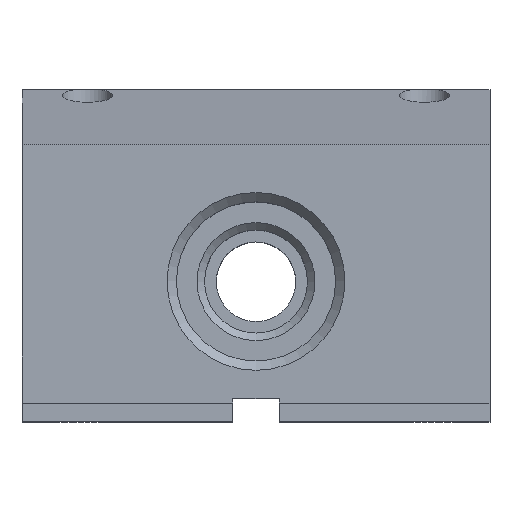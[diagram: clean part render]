
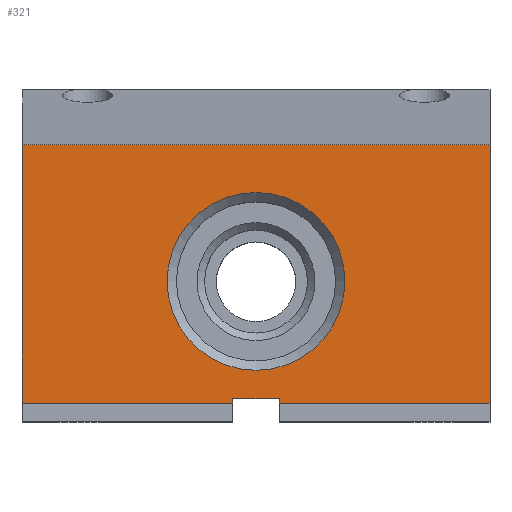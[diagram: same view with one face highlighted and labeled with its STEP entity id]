
A CAD part, top view. The second image highlights one B-rep face of the part: STEP entity #321.
In plain terms, the highlighted planar face has unit normal (0, 0, 1).
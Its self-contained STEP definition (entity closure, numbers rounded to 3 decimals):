
#321 = ADVANCED_FACE( '', ( #790, #791 ), #792, .F. );
#790 = FACE_BOUND( '', #1428, .T. );
#791 = FACE_OUTER_BOUND( '', #1429, .T. );
#792 = PLANE( '', #1430 );
#1428 = EDGE_LOOP( '', ( #2199 ) );
#1429 = EDGE_LOOP( '', ( #2200, #2201, #2202, #2203, #2204, #2205, #2206, #2207 ) );
#1430 = AXIS2_PLACEMENT_3D( '', #2208, #2209, #2210 );
#2199 = ORIENTED_EDGE( '', *, *, #4031, .T. );
#2200 = ORIENTED_EDGE( '', *, *, #4032, .F. );
#2201 = ORIENTED_EDGE( '', *, *, #4033, .F. );
#2202 = ORIENTED_EDGE( '', *, *, #4034, .T. );
#2203 = ORIENTED_EDGE( '', *, *, #3965, .T. );
#2204 = ORIENTED_EDGE( '', *, *, #4035, .F. );
#2205 = ORIENTED_EDGE( '', *, *, #4036, .F. );
#2206 = ORIENTED_EDGE( '', *, *, #4037, .F. );
#2207 = ORIENTED_EDGE( '', *, *, #4038, .F. );
#2208 = CARTESIAN_POINT( '', ( 25., 17.75, 12.5 ) );
#2209 = DIRECTION( '', ( 0., 0., -1. ) );
#2210 = DIRECTION( '', ( 0., 1., 0. ) );
#3965 = EDGE_CURVE( '', #4788, #4786, #4789, .T. );
#4031 = EDGE_CURVE( '', #4904, #4904, #4905, .T. );
#4032 = EDGE_CURVE( '', #4906, #4907, #4908, .T. );
#4033 = EDGE_CURVE( '', #4909, #4906, #4910, .T. );
#4034 = EDGE_CURVE( '', #4909, #4788, #4911, .T. );
#4035 = EDGE_CURVE( '', #4912, #4786, #4913, .T. );
#4036 = EDGE_CURVE( '', #4914, #4912, #4915, .T. );
#4037 = EDGE_CURVE( '', #4916, #4914, #4917, .T. );
#4038 = EDGE_CURVE( '', #4907, #4916, #4918, .T. );
#4786 = VERTEX_POINT( '', #6000 );
#4788 = VERTEX_POINT( '', #6003 );
#4789 = LINE( '', #6004, #6005 );
#4904 = VERTEX_POINT( '', #6199 );
#4905 = CIRCLE( '', #6200, 9.5 );
#4906 = VERTEX_POINT( '', #6201 );
#4907 = VERTEX_POINT( '', #6202 );
#4908 = LINE( '', #6203, #6204 );
#4909 = VERTEX_POINT( '', #6205 );
#4910 = LINE( '', #6206, #6207 );
#4911 = LINE( '', #6208, #6209 );
#4912 = VERTEX_POINT( '', #6210 );
#4913 = LINE( '', #6211, #6212 );
#4914 = VERTEX_POINT( '', #6213 );
#4915 = LINE( '', #6214, #6215 );
#4916 = VERTEX_POINT( '', #6216 );
#4917 = LINE( '', #6217, #6218 );
#4918 = LINE( '', #6219, #6220 );
#6000 = CARTESIAN_POINT( '', ( -25., -15.75, 12.5 ) );
#6003 = CARTESIAN_POINT( '', ( -25., 11.85, 12.5 ) );
#6004 = CARTESIAN_POINT( '', ( -25., 17.75, 12.5 ) );
#6005 = VECTOR( '', #7627, 1000. );
#6199 = CARTESIAN_POINT( '', ( 0., 6.75, 12.5 ) );
#6200 = AXIS2_PLACEMENT_3D( '', #7682, #7683, #7684 );
#6201 = CARTESIAN_POINT( '', ( 25., -15.75, 12.5 ) );
#6202 = CARTESIAN_POINT( '', ( 2.5, -15.75, 12.5 ) );
#6203 = CARTESIAN_POINT( '', ( 25., -15.75, 12.5 ) );
#6204 = VECTOR( '', #7685, 1000. );
#6205 = CARTESIAN_POINT( '', ( 25., 11.85, 12.5 ) );
#6206 = CARTESIAN_POINT( '', ( 25., 17.75, 12.5 ) );
#6207 = VECTOR( '', #7686, 1000. );
#6208 = CARTESIAN_POINT( '', ( 25., 11.85, 12.5 ) );
#6209 = VECTOR( '', #7687, 1000. );
#6210 = CARTESIAN_POINT( '', ( -2.5, -15.75, 12.5 ) );
#6211 = CARTESIAN_POINT( '', ( 25., -15.75, 12.5 ) );
#6212 = VECTOR( '', #7688, 1000. );
#6213 = CARTESIAN_POINT( '', ( -2.5, -15.25, 12.5 ) );
#6214 = CARTESIAN_POINT( '', ( -2.5, -15.25, 12.5 ) );
#6215 = VECTOR( '', #7689, 1000. );
#6216 = CARTESIAN_POINT( '', ( 2.5, -15.25, 12.5 ) );
#6217 = CARTESIAN_POINT( '', ( 2.5, -15.25, 12.5 ) );
#6218 = VECTOR( '', #7690, 1000. );
#6219 = CARTESIAN_POINT( '', ( 2.5, -17.75, 12.5 ) );
#6220 = VECTOR( '', #7691, 1000. );
#7627 = DIRECTION( '', ( 0., -1., 0. ) );
#7682 = CARTESIAN_POINT( '', ( 0., -2.75, 12.5 ) );
#7683 = DIRECTION( '', ( 0., 0., -1. ) );
#7684 = DIRECTION( '', ( 0., 1., 0. ) );
#7685 = DIRECTION( '', ( -1., 0., 0. ) );
#7686 = DIRECTION( '', ( 0., -1., 0. ) );
#7687 = DIRECTION( '', ( -1., 0., 0. ) );
#7688 = DIRECTION( '', ( -1., 0., 0. ) );
#7689 = DIRECTION( '', ( 0., -1., 0. ) );
#7690 = DIRECTION( '', ( -1., 0., 0. ) );
#7691 = DIRECTION( '', ( 0., 1., 0. ) );
